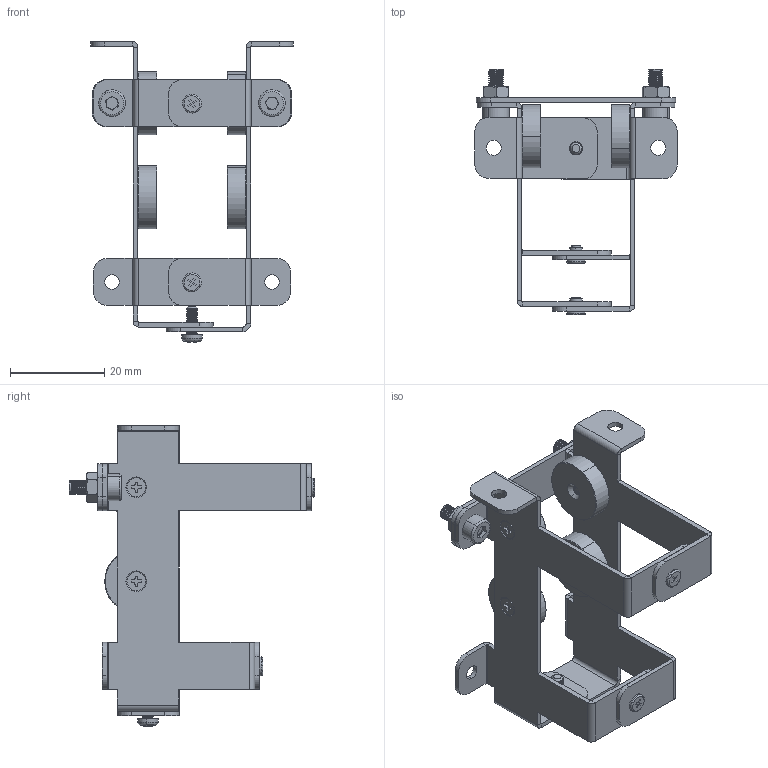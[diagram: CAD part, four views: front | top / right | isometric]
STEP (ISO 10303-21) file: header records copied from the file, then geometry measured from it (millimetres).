
FILE_DESCRIPTION (( 'STEP AP203' ), '1' );
FILE_NAME ('IR-MB06.STEP', '2024-11-19T04:15:17', ( '' ), ( '' ), 'SwSTEP 2.0', 'SolidWorks 2020', '' );
FILE_SCHEMA (( 'CONFIG_CONTROL_DESIGN' ));
Length unit declared in the file: millimetre
Products named in the file (10): IRMIS0015 PLATE BTM, IR-MB06; IROIX0039 SCREW, CS T2X4 PLS STL NI; IRMIS0014 BRACKET V-RIGHT, IR-MB06; IRMIS0013 BRACKET V-LEFT, IR-MB06; IROX0017 SCREW SC M3.0X8 HEX SUS; IROIX0060 SCREW, PH M2.5X6 PLS STL ZNC; SCREW, CH M2x3 PLS STL NI; IR-MB06; IROIX0013 NUT, HH M3X2.4T STL NI; IRMIT0115 SPACER, OD13.4XH4 IR-MB05&06
Assembly tree (18 placements, depth 2):
  IR-MB06
    IRMIS0013 BRACKET V-LEFT, IR-MB06
    IRMIS0014 BRACKET V-RIGHT, IR-MB06
    IRMIS0015 PLATE BTM, IR-MB06
    SCREW, CH M2x3 PLS STL NI  x2
    IROX0017 SCREW SC M3.0X8 HEX SUS  x2
    IROIX0013 NUT, HH M3X2.4T STL NI  x2
    IROIX0039 SCREW, CS T2X4 PLS STL NI  x4
    IROIX0060 SCREW, PH M2.5X6 PLS STL ZNC
    IRMIT0115 SPACER, OD13.4XH4 IR-MB05&06  x4
Bounding box: 43 x 52.1 x 63.97 mm (x, y, z)
Volume: 7216.7 mm3; surface area: 13173.9 mm2
Topology: 18 solids, 18 shells, 790 faces, 2056 edges, 1290 vertices
Faces by surface type: cylinder 353, plane 304, cone 74, bspline 37, torus 22
Entity records: 24560 total; most frequent: CARTESIAN_POINT 11850, ORIENTED_EDGE 2520, DIRECTION 2275, EDGE_CURVE 1260, AXIS2_PLACEMENT_3D 812, VERTEX_POINT 788, VECTOR 651, LINE 651
